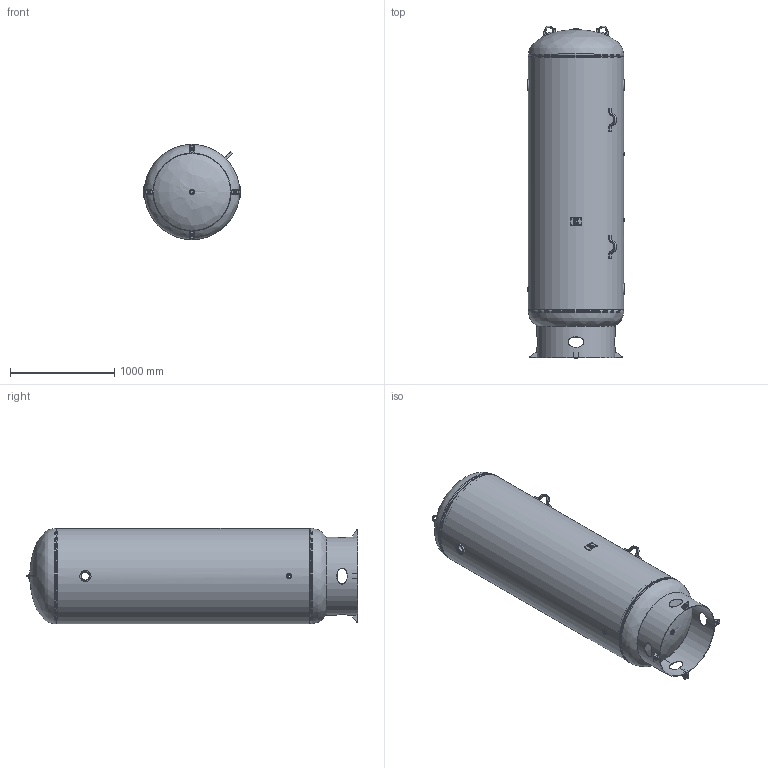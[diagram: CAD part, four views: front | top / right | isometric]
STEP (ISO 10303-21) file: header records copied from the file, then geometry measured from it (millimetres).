
FILE_DESCRIPTION(/* description */ ('FIRST LINE DESCRIPTION'),/* implementation_level */ '2;1');
FILE_NAME(/* name */ 'A10129-300.stp',/* time_stamp */ '2020-07-08T08:01:27-04:00',/* author */ ('matt.gilbert'),/* organization */ ('STEEL FAB IF WE MAKE IT, VENDOR IF WE DON''T'),/* preprocessor_version */ 'ST-DEVELOPER v17.2',/* originating_system */ 'Autodesk Inventor 2019',/* authorisation */ 'CHECKERS BOSS');
FILE_SCHEMA (('AUTOMOTIVE_DESIGN { 1 0 10303 214 3 1 1 }'));
Length unit declared in the file: inch
Products named in the file (13): A10129-300; H36375J; A10129-300-SL; F603000H; F101000; F100500; F100250; S102192; S100065; S101519-P; A10129-300-NP; S101972; 64-784-H
Assembly tree (22 placements, depth 3):
  A10129-300
    H36375J  x2
    A10129-300-SL
    F603000H  x3
    F101000  x3
    F100500
    F100250
    S102192
      S100065
      S101519-P  x4
    A10129-300-NP
    S101972  x2
    64-784-H  x2
Bounding box: 937.99 x 3185.71 x 915.92 mm (x, y, z)
Volume: 89189006.6 mm3; surface area: 19702404.6 mm2
Topology: 27 solids, 27 shells, 463 faces, 1314 edges, 907 vertices
Faces by surface type: plane 244, cylinder 119, bspline 50, torus 38, cone 12
Full cylindrical faces by diameter (mm): 9.525 x4, 11.455 x1, 12.7 x4, 18.644 x1, 25.4 x1, 26.987 x1, 30.302 x3, 39.688 x6, 50.8 x3, 76.2 x3, 82.55 x3, 107.95 x3, 739.775 x1, 749.3 x1, 876.3 x2, 893.537 x1, 895.35 x4, 912.587 x1, 914.4 x2
Entity records: 13422 total; most frequent: CARTESIAN_POINT 4547, ORIENTED_EDGE 1788, DIRECTION 1728, EDGE_CURVE 894, AXIS2_PLACEMENT_3D 678, VERTEX_POINT 619, EDGE_LOOP 377, LINE 372
